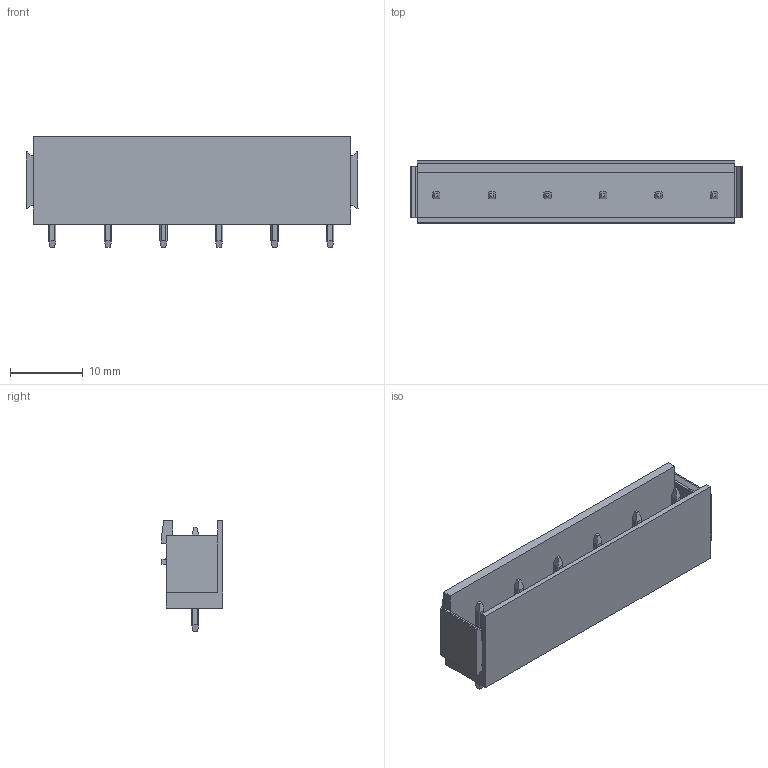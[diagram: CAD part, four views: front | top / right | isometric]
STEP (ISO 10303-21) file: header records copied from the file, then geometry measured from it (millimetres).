
FILE_DESCRIPTION(('CATIA V5 STEP','CAx-IF Rec.Pracs.--- Model Styling and Organization---1.2---2011-12-15'),'2;1');
FILE_NAME ('D1453735_0_1625290000_1625290000.stp','2018-11-12T03:28:52+00:00',('none'),('Weidmueller'),'CATIA Version 5-6 Release 2014','CATIA V5 STEP AP214','none');
FILE_SCHEMA(('AUTOMOTIVE_DESIGN { 1 0 10303 214 1 1 1 1 }'));
Length unit declared in the file: millimetre
Products named in the file (1): 1625290000
Bounding box: 45.52 x 8.5 x 15.2 mm (x, y, z)
Volume: 2025.4 mm3; surface area: 3241.7 mm2
Topology: 7 solids, 7 shells, 203 faces, 555 edges, 366 vertices
Faces by surface type: plane 153, cylinder 50
Entity records: 5923 total; most frequent: CARTESIAN_POINT 1372, ORIENTED_EDGE 1110, DIRECTION 639, EDGE_CURVE 555, VERTEX_POINT 366, VECTOR 355, LINE 355, EDGE_LOOP 215
